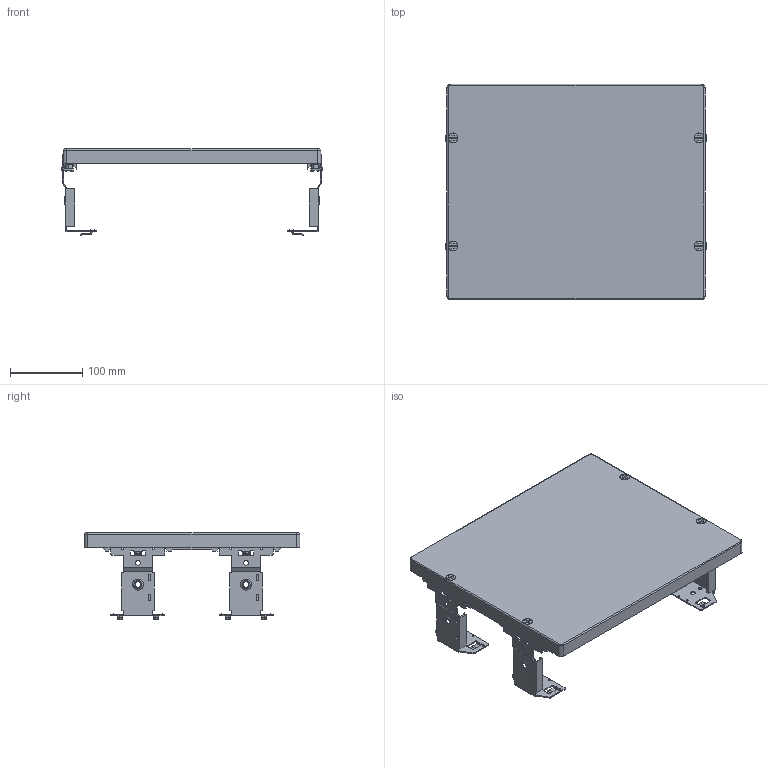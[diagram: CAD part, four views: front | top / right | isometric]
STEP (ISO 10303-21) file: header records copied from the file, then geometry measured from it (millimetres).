
FILE_DESCRIPTION((''),'2;1');
FILE_NAME('GW46476F_ASM','2021-04-09T11:11:47',('User'),('Axiro Italia'),'CREO PARAMETRIC BY PTC INC, 2020354','CREO PARAMETRIC BY PTC INC, 2020354','');
FILE_SCHEMA(('CONFIG_CONTROL_DESIGN'));
Length unit declared in the file: millimetre
Products named in the file (4): 55711006E2XX_MOSTRINA_CIECA_DOP; 55718951FXXX_STAFFA_X_SUPP_GUID; STAFFE_76_ASM; GW46476F_ASM
Assembly tree (6 placements, depth 3):
  GW46476F_ASM
    55711006E2XX_MOSTRINA_CIECA_DOP
    STAFFE_76_ASM
      55718951FXXX_STAFFA_X_SUPP_GUID  x4
Bounding box: 363 x 299 x 119.87 mm (x, y, z)
Volume: 460487.5 mm3; surface area: 351202.3 mm2
Topology: 5 solids, 5 shells, 1130 faces, 3204 edges, 2108 vertices
Faces by surface type: plane 714, cylinder 312, cone 52, sphere 48, torus 4
Entity records: 20914 total; most frequent: CARTESIAN_POINT 4949, ORIENTED_EDGE 3428, DIRECTION 3123, EDGE_CURVE 1714, VECTOR 1165, LINE 1165, VERTEX_POINT 1136, AXIS2_PLACEMENT_3D 979
